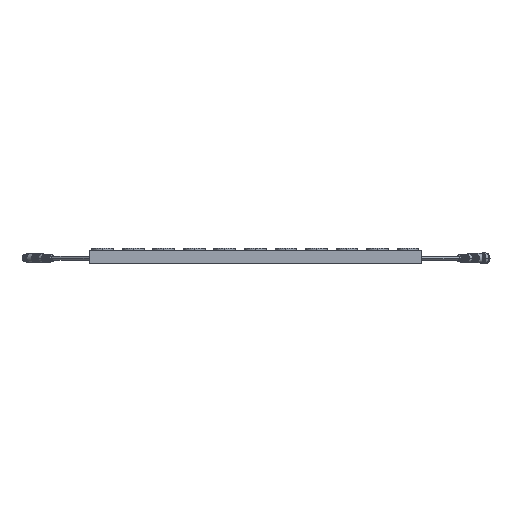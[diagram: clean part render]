
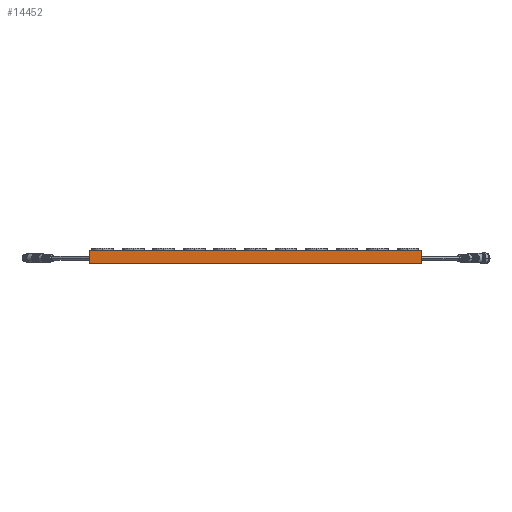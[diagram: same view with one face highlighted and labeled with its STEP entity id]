
A CAD part, front view. The second image highlights one B-rep face of the part: STEP entity #14452.
In plain terms, the highlighted planar face has unit normal (0, -1, 0).
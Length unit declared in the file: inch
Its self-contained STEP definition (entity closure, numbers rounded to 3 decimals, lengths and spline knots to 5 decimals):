
#316 = VECTOR ( 'NONE', #14983, 39.37008 ) ;
#563 = CARTESIAN_POINT ( 'NONE',  ( 6., -12., 0.47244 ) ) ;
#1625 = DIRECTION ( 'NONE',  ( 0., 0., 1. ) ) ;
#2227 = ORIENTED_EDGE ( 'NONE', *, *, #20019, .F. ) ;
#4165 = CARTESIAN_POINT ( 'NONE',  ( -6., -12., 0. ) ) ;
#4352 = ORIENTED_EDGE ( 'NONE', *, *, #23376, .T. ) ;
#5028 = LINE ( 'NONE', #9726, #7329 ) ;
#5707 = CARTESIAN_POINT ( 'NONE',  ( -6., -12., 0. ) ) ;
#6439 = EDGE_CURVE ( 'NONE', #15953, #25459, #5028, .T. ) ;
#7329 = VECTOR ( 'NONE', #14879, 39.37008 ) ;
#8016 = VECTOR ( 'NONE', #13151, 39.37008 ) ;
#9051 = FACE_OUTER_BOUND ( 'NONE', #29557, .T. ) ;
#9726 = CARTESIAN_POINT ( 'NONE',  ( -6., -12., 0.23622 ) ) ;
#10398 = CARTESIAN_POINT ( 'NONE',  ( 6., -12., 0.23622 ) ) ;
#10975 = LINE ( 'NONE', #27462, #14751 ) ;
#11481 = PLANE ( 'NONE',  #24780 ) ;
#12262 = CARTESIAN_POINT ( 'NONE',  ( 0., -12., 0. ) ) ;
#13151 = DIRECTION ( 'NONE',  ( 0., 0., 1. ) ) ;
#13896 = DIRECTION ( 'NONE',  ( 0., 1., 0. ) ) ;
#14452 = ADVANCED_FACE ( 'NONE', ( #9051 ), #11481, .F. ) ;
#14751 = VECTOR ( 'NONE', #23222, 39.37008 ) ;
#14879 = DIRECTION ( 'NONE',  ( 0., 0., -1. ) ) ;
#14983 = DIRECTION ( 'NONE',  ( -1., 0., 0. ) ) ;
#15022 = VERTEX_POINT ( 'NONE', #31116 ) ;
#15953 = VERTEX_POINT ( 'NONE', #18934 ) ;
#18934 = CARTESIAN_POINT ( 'NONE',  ( -6., -12., 0.47244 ) ) ;
#19700 = EDGE_CURVE ( 'NONE', #31889, #15953, #10975, .T. ) ;
#19956 = LINE ( 'NONE', #12262, #316 ) ;
#20019 = EDGE_CURVE ( 'NONE', #15022, #25459, #19956, .T. ) ;
#20866 = LINE ( 'NONE', #10398, #8016 ) ;
#21500 = ORIENTED_EDGE ( 'NONE', *, *, #6439, .T. ) ;
#22227 = ORIENTED_EDGE ( 'NONE', *, *, #19700, .T. ) ;
#23222 = DIRECTION ( 'NONE',  ( -1., 0., 0. ) ) ;
#23376 = EDGE_CURVE ( 'NONE', #15022, #31889, #20866, .T. ) ;
#24780 = AXIS2_PLACEMENT_3D ( 'NONE', #5707, #13896, #1625 ) ;
#25459 = VERTEX_POINT ( 'NONE', #4165 ) ;
#27462 = CARTESIAN_POINT ( 'NONE',  ( -6., -12., 0.47244 ) ) ;
#29557 = EDGE_LOOP ( 'NONE', ( #4352, #22227, #21500, #2227 ) ) ;
#31116 = CARTESIAN_POINT ( 'NONE',  ( 6., -12., 0. ) ) ;
#31889 = VERTEX_POINT ( 'NONE', #563 ) ;
